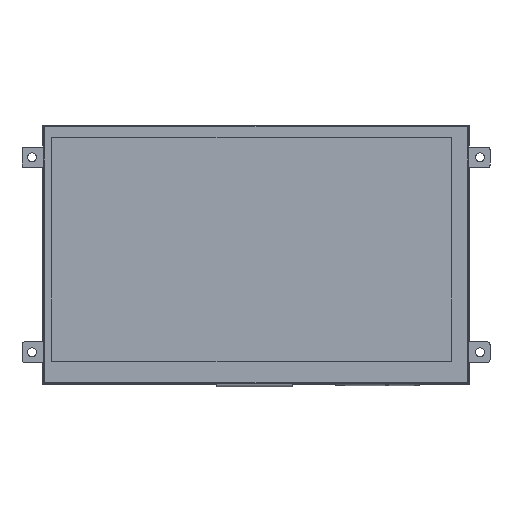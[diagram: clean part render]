
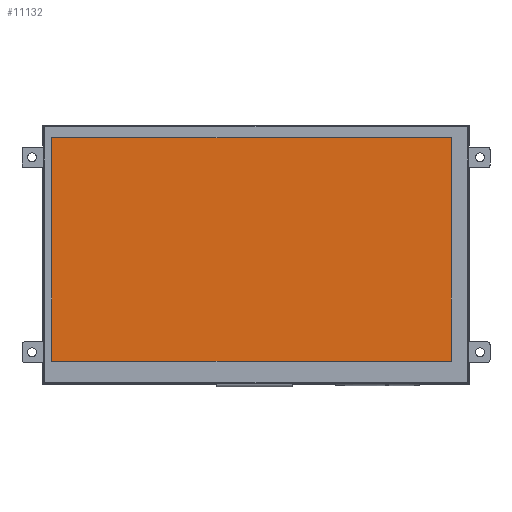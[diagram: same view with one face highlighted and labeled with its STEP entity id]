
A CAD part, top view. The second image highlights one B-rep face of the part: STEP entity #11132.
In plain terms, the highlighted planar face has unit normal (0, 0, 1).
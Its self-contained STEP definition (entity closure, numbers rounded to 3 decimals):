
#667=FACE_OUTER_BOUND('',#1257,.T.);
#1257=EDGE_LOOP('',(#7502,#7503,#7504,#7505));
#1881=LINE('',#16031,#3270);
#1885=LINE('',#16039,#3274);
#1888=LINE('',#16045,#3277);
#1891=LINE('',#16050,#3280);
#3270=VECTOR('',#12952,10.);
#3274=VECTOR('',#12958,10.);
#3277=VECTOR('',#12963,10.);
#3280=VECTOR('',#12968,10.);
#4647=VERTEX_POINT('',#16029);
#4648=VERTEX_POINT('',#16030);
#4651=VERTEX_POINT('',#16038);
#4653=VERTEX_POINT('',#16044);
#5763=EDGE_CURVE('',#4647,#4648,#1881,.T.);
#5767=EDGE_CURVE('',#4651,#4647,#1885,.T.);
#5770=EDGE_CURVE('',#4653,#4651,#1888,.T.);
#5773=EDGE_CURVE('',#4648,#4653,#1891,.T.);
#7502=ORIENTED_EDGE('',*,*,#5773,.F.);
#7503=ORIENTED_EDGE('',*,*,#5763,.F.);
#7504=ORIENTED_EDGE('',*,*,#5767,.F.);
#7505=ORIENTED_EDGE('',*,*,#5770,.F.);
#10671=PLANE('',#12005);
#11132=ADVANCED_FACE('',(#667),#10671,.T.);
#12005=AXIS2_PLACEMENT_3D('',#16053,#12972,#12973);
#12952=DIRECTION('',(0.,1.,0.));
#12958=DIRECTION('',(-1.,0.,0.));
#12963=DIRECTION('',(0.,-1.,0.));
#12968=DIRECTION('',(1.,0.,0.));
#12972=DIRECTION('center_axis',(0.,0.,1.));
#12973=DIRECTION('ref_axis',(1.,0.,0.));
#16029=CARTESIAN_POINT('',(-79.235,-41.285,1.1));
#16030=CARTESIAN_POINT('',(-79.235,45.435,1.1));
#16031=CARTESIAN_POINT('',(-79.235,-41.285,1.1));
#16038=CARTESIAN_POINT('',(75.775,-41.285,1.1));
#16039=CARTESIAN_POINT('',(75.775,-41.285,1.1));
#16044=CARTESIAN_POINT('',(75.775,45.435,1.1));
#16045=CARTESIAN_POINT('',(75.775,45.435,1.1));
#16050=CARTESIAN_POINT('',(-79.235,45.435,1.1));
#16053=CARTESIAN_POINT('Origin',(-1.73,2.075,1.1));
